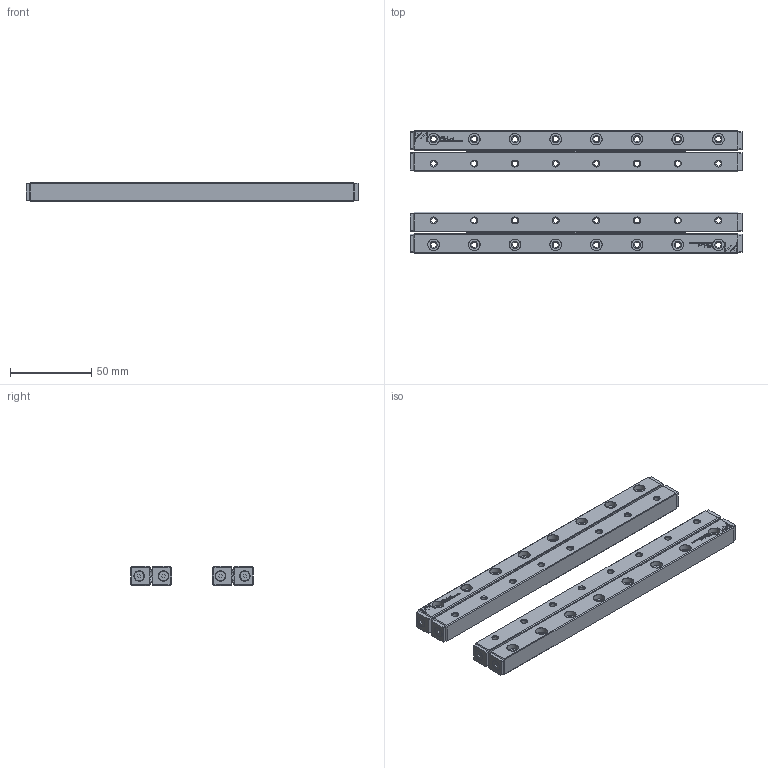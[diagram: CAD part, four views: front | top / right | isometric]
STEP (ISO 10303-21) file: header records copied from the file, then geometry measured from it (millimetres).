
FILE_DESCRIPTION(/* description */ (''),/* implementation_level */ '2;1');
FILE_NAME(/* name */ 'Set RNG-6200x20KRE_stp.stp',/* time_stamp */ '2025-04-29T08:36:31+02:00',/* author */ (''),/* organization */ (''),/* preprocessor_version */ 'ST-DEVELOPER v16.7',/* originating_system */ 'SIEMENS PLM Software NX 12.0',/* authorisation */ '');
FILE_SCHEMA (('AUTOMOTIVE_DESIGN { 1 0 10303 214 3 1 1 1 }'));
Products named in the file (1): Set RNG-6200x20KRE_stp
Bounding box: 204 x 75 x 12 mm (x, y, z)
Volume: 104495.8 mm3; surface area: 67031.9 mm2
Topology: 64 solids, 64 shells, 2872 faces, 7520 edges, 4912 vertices
Faces by surface type: plane 1564, cylinder 640, bspline 360, cone 308
Full cylindrical faces by diameter (mm): 0.8 x168, 2.26 x8, 3 x8, 3.2 x8, 3.3 x32, 3.5 x8, 4 x40, 6 x48, 7 x32
Entity records: 94355 total; most frequent: CARTESIAN_POINT 19341, ORIENTED_EDGE 13344, DIRECTION 12670, EDGE_CURVE 6672, VERTEX_POINT 4732, AXIS2_PLACEMENT_3D 4237, LINE 4196, VECTOR 4196
